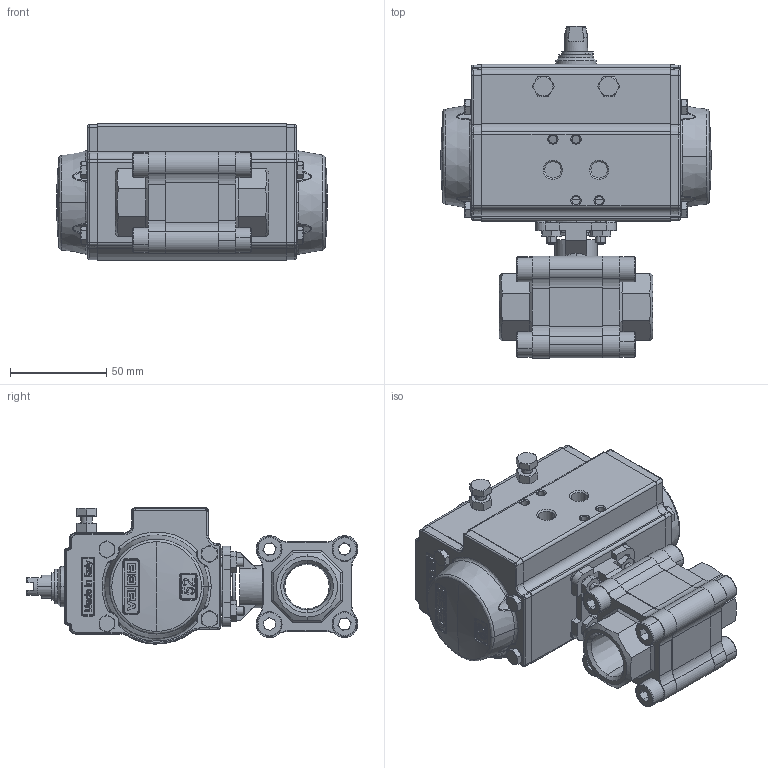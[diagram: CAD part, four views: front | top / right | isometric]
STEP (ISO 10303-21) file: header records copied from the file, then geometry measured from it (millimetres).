
FILE_DESCRIPTION (( 'STEP AP203' ), '1' );
FILE_NAME ('4700-075F-UT-0.STEP', '2017-11-09T21:52:08', ( '' ), ( '' ), 'SwSTEP 2.0', 'SolidWorks 2014', '' );
FILE_SCHEMA (( 'CONFIG_CONTROL_DESIGN' ));
Products named in the file (1): 4700-075F-UT-0
Bounding box: 141.02 x 172.82 x 70.98 mm (x, y, z)
Surface area: 79476.2 mm2 (no closed solid volume)
Topology: 0 solids, 35 shells, 1348 faces, 4111 edges, 2704 vertices
Faces by surface type: plane 563, bspline 345, cylinder 212, cone 202, sphere 26
Entity records: 69303 total; most frequent: CARTESIAN_POINT 36741, ORIENTED_EDGE 7090, DIRECTION 5519, EDGE_CURVE 4099, VERTEX_POINT 2704, AXIS2_PLACEMENT_3D 1880, VECTOR 1759, LINE 1759
